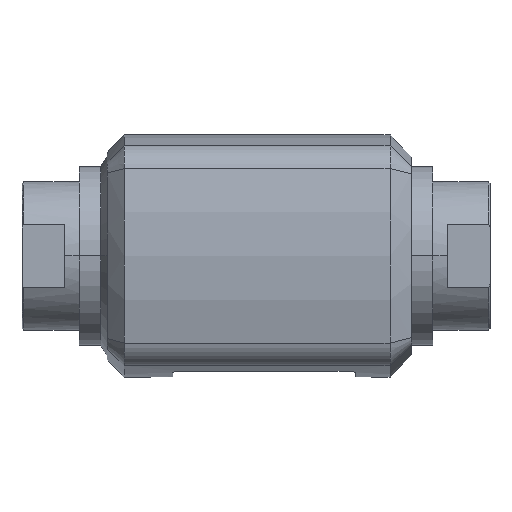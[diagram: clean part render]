
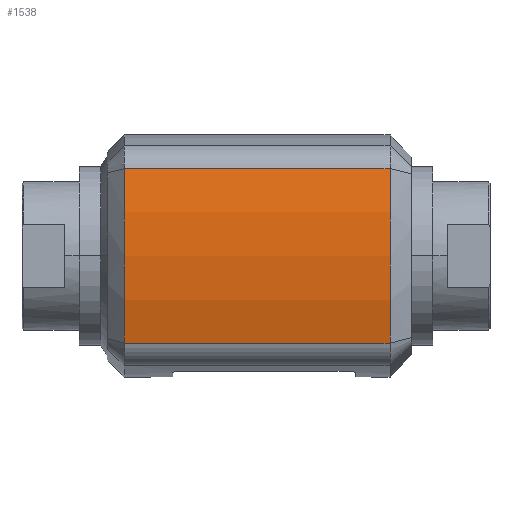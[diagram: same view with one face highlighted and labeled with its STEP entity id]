
A CAD part, top view. The second image highlights one B-rep face of the part: STEP entity #1538.
In plain terms, the highlighted cylindrical face has radius 80.5 mm (diameter 161 mm), a partial arc.
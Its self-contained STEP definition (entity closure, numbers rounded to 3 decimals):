
#55 = DIRECTION ( 'NONE',  ( 0., 0.255, 0.967 ) ) ;
#116 = ORIENTED_EDGE ( 'NONE', *, *, #2161, .T. ) ;
#264 = VECTOR ( 'NONE', #2381, 1000. ) ;
#528 = DIRECTION ( 'NONE',  ( 1., 0., 0. ) ) ;
#618 = EDGE_CURVE ( 'NONE', #1897, #1927, #1936, .T. ) ;
#622 = CARTESIAN_POINT ( 'NONE',  ( -16.5, 0., -52. ) ) ;
#644 = AXIS2_PLACEMENT_3D ( 'NONE', #2425, #1435, #55 ) ;
#647 = CARTESIAN_POINT ( 'NONE',  ( -16.5, 0., -52. ) ) ;
#769 = EDGE_CURVE ( 'NONE', #1464, #1272, #1591, .T. ) ;
#800 = CARTESIAN_POINT ( 'NONE',  ( 46., -20.503, 25.845 ) ) ;
#818 = AXIS2_PLACEMENT_3D ( 'NONE', #647, #1459, #1264 ) ;
#1161 = CARTESIAN_POINT ( 'NONE',  ( -16.5, -20.503, 25.845 ) ) ;
#1242 = ORIENTED_EDGE ( 'NONE', *, *, #2403, .T. ) ;
#1264 = DIRECTION ( 'NONE',  ( 0., 0.255, 0.967 ) ) ;
#1272 = VERTEX_POINT ( 'NONE', #800 ) ;
#1316 = VECTOR ( 'NONE', #528, 1000. ) ;
#1387 = CYLINDRICAL_SURFACE ( 'NONE', #2125, 80.5 ) ;
#1411 = ORIENTED_EDGE ( 'NONE', *, *, #618, .F. ) ;
#1435 = DIRECTION ( 'NONE',  ( -1., 0., 0. ) ) ;
#1459 = DIRECTION ( 'NONE',  ( 1., 0., 0. ) ) ;
#1464 = VERTEX_POINT ( 'NONE', #1161 ) ;
#1538 = ADVANCED_FACE ( 'NONE', ( #1836 ), #1387, .T. ) ;
#1561 = EDGE_LOOP ( 'NONE', ( #1242, #1411, #116, #1676 ) ) ;
#1591 = LINE ( 'NONE', #1801, #264 ) ;
#1676 = ORIENTED_EDGE ( 'NONE', *, *, #769, .T. ) ;
#1737 = CARTESIAN_POINT ( 'NONE',  ( -16.5, 20.503, 25.845 ) ) ;
#1776 = CARTESIAN_POINT ( 'NONE',  ( -16.5, 20.503, 25.845 ) ) ;
#1801 = CARTESIAN_POINT ( 'NONE',  ( -16.5, -20.503, 25.845 ) ) ;
#1836 = FACE_OUTER_BOUND ( 'NONE', #1561, .T. ) ;
#1897 = VERTEX_POINT ( 'NONE', #1737 ) ;
#1927 = VERTEX_POINT ( 'NONE', #2499 ) ;
#1936 = LINE ( 'NONE', #1776, #1316 ) ;
#2005 = DIRECTION ( 'NONE',  ( 1., 0., 0. ) ) ;
#2028 = DIRECTION ( 'NONE',  ( 0., 0.255, 0.967 ) ) ;
#2125 = AXIS2_PLACEMENT_3D ( 'NONE', #622, #2005, #2028 ) ;
#2161 = EDGE_CURVE ( 'NONE', #1897, #1464, #2493, .T. ) ;
#2283 = CIRCLE ( 'NONE', #644, 80.5 ) ;
#2381 = DIRECTION ( 'NONE',  ( 1., 0., 0. ) ) ;
#2403 = EDGE_CURVE ( 'NONE', #1272, #1927, #2283, .T. ) ;
#2425 = CARTESIAN_POINT ( 'NONE',  ( 46., 0., -52. ) ) ;
#2493 = CIRCLE ( 'NONE', #818, 80.5 ) ;
#2499 = CARTESIAN_POINT ( 'NONE',  ( 46., 20.503, 25.845 ) ) ;
